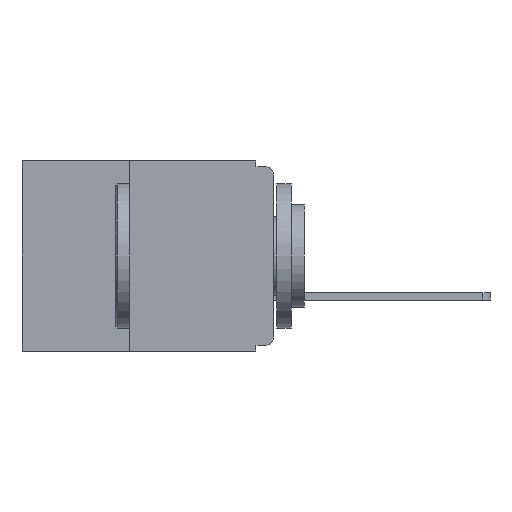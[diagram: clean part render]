
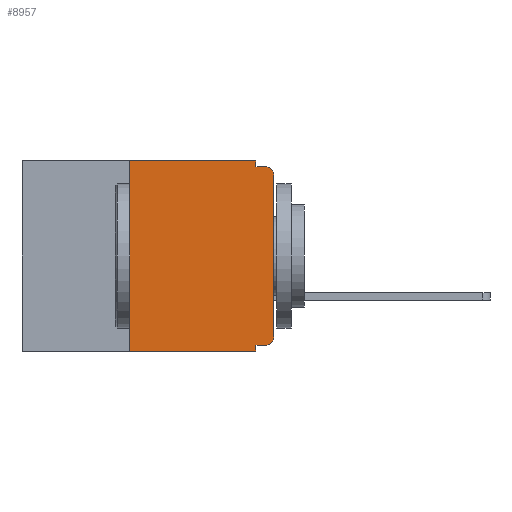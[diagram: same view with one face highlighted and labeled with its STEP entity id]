
A CAD part, left-side view. The second image highlights one B-rep face of the part: STEP entity #8957.
In plain terms, the highlighted planar face has unit normal (-1, 0, 0).
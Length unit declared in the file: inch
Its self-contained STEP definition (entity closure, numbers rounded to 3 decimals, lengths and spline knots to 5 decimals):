
#149 = VECTOR ( 'NONE', #31397, 39.37008 ) ;
#697 = VECTOR ( 'NONE', #28729, 39.37008 ) ;
#958 = VERTEX_POINT ( 'NONE', #7142 ) ;
#1331 = LINE ( 'NONE', #20964, #20262 ) ;
#2579 = CARTESIAN_POINT ( 'NONE',  ( 0., 0.015, -0.025 ) ) ;
#3030 = DIRECTION ( 'NONE',  ( 0., -1., 0. ) ) ;
#3298 = EDGE_CURVE ( 'NONE', #16669, #958, #7650, .T. ) ;
#3600 = VERTEX_POINT ( 'NONE', #22826 ) ;
#3687 = VECTOR ( 'NONE', #5748, 39.37008 ) ;
#3705 = LINE ( 'NONE', #14769, #17422 ) ;
#3731 = ORIENTED_EDGE ( 'NONE', *, *, #3298, .T. ) ;
#3774 = LINE ( 'NONE', #5775, #9084 ) ;
#4463 = CARTESIAN_POINT ( 'NONE',  ( 0., 0., -0.305 ) ) ;
#5195 = DIRECTION ( 'NONE',  ( 0., 0., -1. ) ) ;
#5380 = ORIENTED_EDGE ( 'NONE', *, *, #9337, .T. ) ;
#5573 = CARTESIAN_POINT ( 'NONE',  ( 0., 0., -0.01 ) ) ;
#5748 = DIRECTION ( 'NONE',  ( 0., 0., 1. ) ) ;
#5775 = CARTESIAN_POINT ( 'NONE',  ( 0., 0., -0.32 ) ) ;
#5857 = CIRCLE ( 'NONE', #28621, 0.015 ) ;
#6088 = VECTOR ( 'NONE', #18010, 39.37008 ) ;
#6451 = CARTESIAN_POINT ( 'NONE',  ( 0., 0.031, -0.32 ) ) ;
#6599 = ORIENTED_EDGE ( 'NONE', *, *, #30897, .F. ) ;
#6637 = CARTESIAN_POINT ( 'NONE',  ( 0., 0.031, -0.01 ) ) ;
#7123 = ORIENTED_EDGE ( 'NONE', *, *, #13903, .F. ) ;
#7142 = CARTESIAN_POINT ( 'NONE',  ( 0., 0., -0.025 ) ) ;
#7613 = ORIENTED_EDGE ( 'NONE', *, *, #9456, .F. ) ;
#7635 = CARTESIAN_POINT ( 'NONE',  ( 0., 0.015, -0.305 ) ) ;
#7650 = LINE ( 'NONE', #28500, #697 ) ;
#7788 = CARTESIAN_POINT ( 'NONE',  ( 0., 0.031, -0.33 ) ) ;
#7902 = LINE ( 'NONE', #11403, #149 ) ;
#8288 = ORIENTED_EDGE ( 'NONE', *, *, #27980, .F. ) ;
#8907 = ORIENTED_EDGE ( 'NONE', *, *, #25306, .T. ) ;
#8957 = ADVANCED_FACE ( 'NONE', ( #9118 ), #26366, .F. ) ;
#9011 = VERTEX_POINT ( 'NONE', #6451 ) ;
#9084 = VECTOR ( 'NONE', #10883, 39.37008 ) ;
#9118 = FACE_OUTER_BOUND ( 'NONE', #15211, .T. ) ;
#9337 = EDGE_CURVE ( 'NONE', #958, #14458, #17500, .T. ) ;
#9456 = EDGE_CURVE ( 'NONE', #25185, #15750, #1331, .T. ) ;
#9586 = VECTOR ( 'NONE', #30822, 39.37008 ) ;
#10242 = DIRECTION ( 'NONE',  ( 0., 0., -1. ) ) ;
#10606 = LINE ( 'NONE', #21075, #3687 ) ;
#10883 = DIRECTION ( 'NONE',  ( 0., 1., 0. ) ) ;
#10980 = ORIENTED_EDGE ( 'NONE', *, *, #16050, .F. ) ;
#11403 = CARTESIAN_POINT ( 'NONE',  ( 0., 0.031, 0. ) ) ;
#12467 = ORIENTED_EDGE ( 'NONE', *, *, #26712, .F. ) ;
#12863 = ORIENTED_EDGE ( 'NONE', *, *, #32476, .T. ) ;
#13903 = EDGE_CURVE ( 'NONE', #15750, #18349, #7902, .T. ) ;
#13930 = DIRECTION ( 'NONE',  ( 1., 0., 0. ) ) ;
#14458 = VERTEX_POINT ( 'NONE', #26520 ) ;
#14769 = CARTESIAN_POINT ( 'NONE',  ( 0., 0.437, -0.33 ) ) ;
#15112 = AXIS2_PLACEMENT_3D ( 'NONE', #31233, #13930, #31330 ) ;
#15211 = EDGE_LOOP ( 'NONE', ( #3731, #5380, #6599, #7123, #7613, #8288, #8907, #10980, #12467, #12863 ) ) ;
#15750 = VERTEX_POINT ( 'NONE', #16650 ) ;
#16050 = EDGE_CURVE ( 'NONE', #9011, #28480, #19749, .T. ) ;
#16650 = CARTESIAN_POINT ( 'NONE',  ( 0., 0.031, 0. ) ) ;
#16669 = VERTEX_POINT ( 'NONE', #4463 ) ;
#17422 = VECTOR ( 'NONE', #29717, 39.37008 ) ;
#17500 = CIRCLE ( 'NONE', #22892, 0.015 ) ;
#18007 = CARTESIAN_POINT ( 'NONE',  ( 0., 0.031, -0.33 ) ) ;
#18010 = DIRECTION ( 'NONE',  ( 0., 0., -1. ) ) ;
#18349 = VERTEX_POINT ( 'NONE', #6637 ) ;
#18798 = LINE ( 'NONE', #5573, #9586 ) ;
#19749 = LINE ( 'NONE', #7788, #6088 ) ;
#20262 = VECTOR ( 'NONE', #3030, 39.37008 ) ;
#20555 = DIRECTION ( 'NONE',  ( -1., 0., 0. ) ) ;
#20964 = CARTESIAN_POINT ( 'NONE',  ( 0., 0.437, 0. ) ) ;
#21075 = CARTESIAN_POINT ( 'NONE',  ( 0., 0.25, -0.33 ) ) ;
#22826 = CARTESIAN_POINT ( 'NONE',  ( 0., 0.015, -0.32 ) ) ;
#22892 = AXIS2_PLACEMENT_3D ( 'NONE', #2579, #20555, #5195 ) ;
#24308 = CARTESIAN_POINT ( 'NONE',  ( 0., 0.25, 0. ) ) ;
#25185 = VERTEX_POINT ( 'NONE', #24308 ) ;
#25306 = EDGE_CURVE ( 'NONE', #31950, #28480, #3705, .T. ) ;
#25320 = DIRECTION ( 'NONE',  ( -1., 0., 0. ) ) ;
#25775 = CARTESIAN_POINT ( 'NONE',  ( 0., 0.25, -0.33 ) ) ;
#26366 = PLANE ( 'NONE',  #15112 ) ;
#26520 = CARTESIAN_POINT ( 'NONE',  ( 0., 0.015, -0.01 ) ) ;
#26712 = EDGE_CURVE ( 'NONE', #3600, #9011, #3774, .T. ) ;
#27980 = EDGE_CURVE ( 'NONE', #31950, #25185, #10606, .T. ) ;
#28480 = VERTEX_POINT ( 'NONE', #18007 ) ;
#28500 = CARTESIAN_POINT ( 'NONE',  ( 0., 0., 0. ) ) ;
#28621 = AXIS2_PLACEMENT_3D ( 'NONE', #7635, #25320, #10242 ) ;
#28729 = DIRECTION ( 'NONE',  ( 0., 0., 1. ) ) ;
#29717 = DIRECTION ( 'NONE',  ( 0., -1., 0. ) ) ;
#30822 = DIRECTION ( 'NONE',  ( 0., -1., 0. ) ) ;
#30897 = EDGE_CURVE ( 'NONE', #18349, #14458, #18798, .T. ) ;
#31233 = CARTESIAN_POINT ( 'NONE',  ( 0., 0.437, 0. ) ) ;
#31330 = DIRECTION ( 'NONE',  ( 0., 0., -1. ) ) ;
#31397 = DIRECTION ( 'NONE',  ( 0., 0., -1. ) ) ;
#31950 = VERTEX_POINT ( 'NONE', #25775 ) ;
#32476 = EDGE_CURVE ( 'NONE', #3600, #16669, #5857, .T. ) ;
